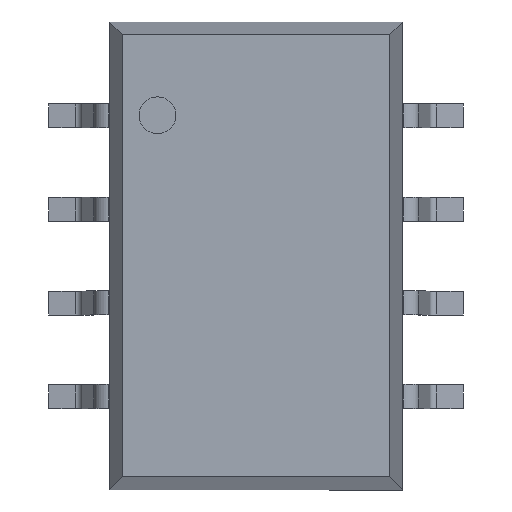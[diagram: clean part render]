
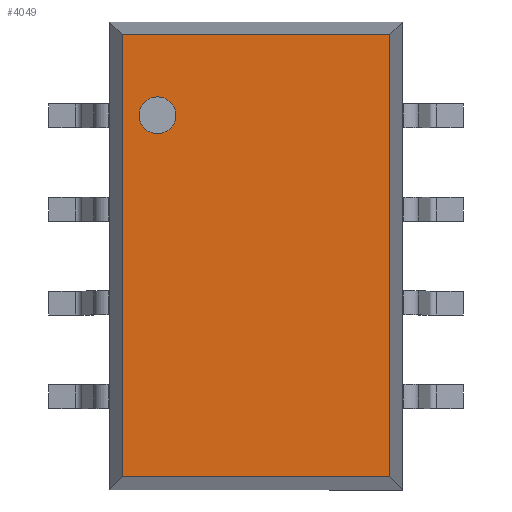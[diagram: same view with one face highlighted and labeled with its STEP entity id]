
A CAD part, top view. The second image highlights one B-rep face of the part: STEP entity #4049.
In plain terms, the highlighted planar face has unit normal (0, 0, 1).
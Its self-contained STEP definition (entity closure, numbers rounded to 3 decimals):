
#3799=CARTESIAN_POINT('',(-2.175,3.815,6.95));
#3800=VERTEX_POINT('',#3799);
#3809=CARTESIAN_POINT('',(-3.175,3.815,6.95));
#3810=VERTEX_POINT('',#3809);
#3811=CARTESIAN_POINT('',(-2.675,3.815,6.95));
#3812=DIRECTION('',(0.0,0.0,-1.0));
#3813=DIRECTION('',(1.0,0.0,0.0));
#3814=AXIS2_PLACEMENT_3D('',#3811,#3812,#3813);
#3815=CIRCLE('',#3814,0.5);
#3816=EDGE_CURVE('',#3810,#3800,#3815,.T.);
#4000=CARTESIAN_POINT('',(0.,0.,6.95));
#4001=DIRECTION('',(0.0,0.0,1.0));
#4002=DIRECTION('',(1.0,0.0,0.0));
#4003=AXIS2_PLACEMENT_3D('',#4000,#4001,#4002);
#4004=PLANE('',#4003);
#4005=CARTESIAN_POINT('',(-3.625,6.,6.95));
#4006=VERTEX_POINT('',#4005);
#4007=CARTESIAN_POINT('',(3.625,6.,6.95));
#4008=VERTEX_POINT('',#4007);
#4009=CARTESIAN_POINT('',(3.625,6.,6.95));
#4010=DIRECTION('',(-1.0,0.0,0.0));
#4011=VECTOR('',#4010,7.25);
#4012=LINE('',#4009,#4011);
#4013=EDGE_CURVE('',#4006,#4008,#4012,.F.);
#4014=ORIENTED_EDGE('',*,*,#4013,.F.);
#4015=CARTESIAN_POINT('',(-3.625,-6.,6.95));
#4016=VERTEX_POINT('',#4015);
#4017=CARTESIAN_POINT('',(-3.625,6.,6.95));
#4018=DIRECTION('',(0.0,-1.0,0.0));
#4019=VECTOR('',#4018,12.);
#4020=LINE('',#4017,#4019);
#4021=EDGE_CURVE('',#4016,#4006,#4020,.F.);
#4022=ORIENTED_EDGE('',*,*,#4021,.F.);
#4023=CARTESIAN_POINT('',(3.625,-6.,6.95));
#4024=VERTEX_POINT('',#4023);
#4025=CARTESIAN_POINT('',(-3.625,-6.,6.95));
#4026=DIRECTION('',(1.0,0.0,0.0));
#4027=VECTOR('',#4026,7.25);
#4028=LINE('',#4025,#4027);
#4029=EDGE_CURVE('',#4024,#4016,#4028,.F.);
#4030=ORIENTED_EDGE('',*,*,#4029,.F.);
#4031=CARTESIAN_POINT('',(3.625,-6.,6.95));
#4032=DIRECTION('',(0.0,1.0,0.0));
#4033=VECTOR('',#4032,12.);
#4034=LINE('',#4031,#4033);
#4035=EDGE_CURVE('',#4008,#4024,#4034,.F.);
#4036=ORIENTED_EDGE('',*,*,#4035,.F.);
#4037=EDGE_LOOP('',(#4014,#4022,#4030,#4036));
#4038=FACE_OUTER_BOUND('',#4037,.T.);
#4039=CARTESIAN_POINT('',(-2.675,3.815,6.95));
#4040=DIRECTION('',(0.0,0.0,-1.0));
#4041=DIRECTION('',(1.0,0.0,0.0));
#4042=AXIS2_PLACEMENT_3D('',#4039,#4040,#4041);
#4043=CIRCLE('',#4042,0.5);
#4044=EDGE_CURVE('',#3800,#3810,#4043,.T.);
#4045=ORIENTED_EDGE('',*,*,#4044,.T.);
#4046=ORIENTED_EDGE('',*,*,#3816,.T.);
#4047=EDGE_LOOP('',(#4045,#4046));
#4048=FACE_BOUND('',#4047,.T.);
#4049=ADVANCED_FACE('',(#4038,#4048),#4004,.T.);
